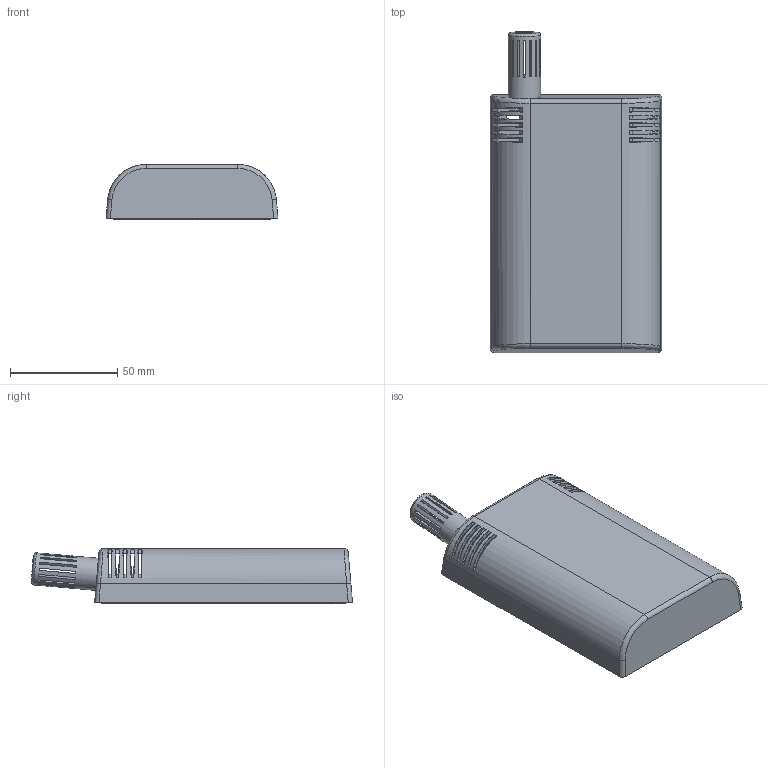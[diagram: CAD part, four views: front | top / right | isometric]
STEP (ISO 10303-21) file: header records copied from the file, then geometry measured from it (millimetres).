
FILE_DESCRIPTION(/* description */ (''),/* implementation_level */ '2;1');
FILE_NAME(/* name */ 'Di-xxxP3Ax v1.step',/* time_stamp */ '2021-07-19T14:52:08+02:00',/* author */ (''),/* organization */ (''),/* preprocessor_version */ 'ST-DEVELOPER v18.1',/* originating_system */ 'Autodesk Translation Framework v10.9.0.1377',/* authorisation */ '');
FILE_SCHEMA (('AUTOMOTIVE_DESIGN { 1 0 10303 214 3 1 1 }'));
Length unit declared in the file: millimetre
Products named in the file (5): Di-xxxP3Ax; Thermo120_B; BASE 120_M; COPERCHIO 120_M; Filtr_R3
Assembly tree (4 placements, depth 3):
  Di-xxxP3Ax
    Thermo120_B
      BASE 120_M
      COPERCHIO 120_M
    Filtr_R3
Bounding box: 80 x 149.38 x 25.6 mm (x, y, z)
Volume: 42365.4 mm3; surface area: 56957.6 mm2
Topology: 6 solids, 6 shells, 598 faces, 1637 edges, 1044 vertices
Faces by surface type: plane 293, cylinder 162, bspline 56, torus 53, cone 34
Full cylindrical faces by diameter (mm): 10.526 x5, 12 x1, 12.203 x5, 15 x1, 20 x1
Entity records: 22910 total; most frequent: CARTESIAN_POINT 7069, ORIENTED_EDGE 3274, DIRECTION 3104, EDGE_CURVE 1637, AXIS2_PLACEMENT_3D 1098, VERTEX_POINT 1044, LINE 908, VECTOR 908
